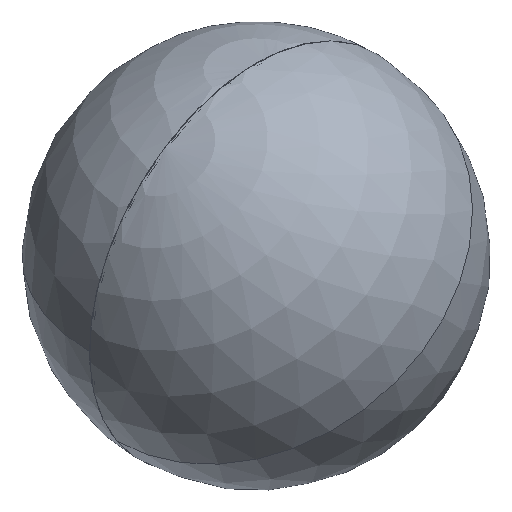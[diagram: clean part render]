
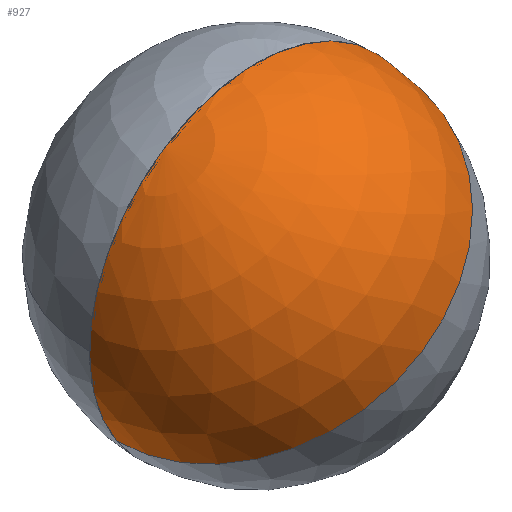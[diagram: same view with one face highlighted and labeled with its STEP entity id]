
A CAD part, isometric view. The second image highlights one B-rep face of the part: STEP entity #927.
In plain terms, the highlighted spherical face has radius 60 mm.
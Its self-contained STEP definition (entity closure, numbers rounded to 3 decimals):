
#9 = CARTESIAN_POINT ( 'NONE',  ( 0., 0., 0. ) ) ;
#12 = SPHERICAL_SURFACE ( 'NONE', #700, 60. ) ;
#16 = CARTESIAN_POINT ( 'NONE',  ( 60., 0., 0. ) ) ;
#48 = DIRECTION ( 'NONE',  ( 1., 0., 0. ) ) ;
#93 = DIRECTION ( 'NONE',  ( 0., 0., 1. ) ) ;
#99 = CARTESIAN_POINT ( 'NONE',  ( 0., 60., 0. ) ) ;
#114 = CARTESIAN_POINT ( 'NONE',  ( -60., 0., 0. ) ) ;
#121 = CARTESIAN_POINT ( 'NONE',  ( 0., 0., 0. ) ) ;
#255 = AXIS2_PLACEMENT_3D ( 'NONE', #121, #790, #273 ) ;
#273 = DIRECTION ( 'NONE',  ( 0., 0., 1. ) ) ;
#287 = VERTEX_POINT ( 'NONE', #99 ) ;
#316 = ORIENTED_EDGE ( 'NONE', *, *, #1097, .F. ) ;
#357 = FACE_OUTER_BOUND ( 'NONE', #417, .T. ) ;
#361 = EDGE_CURVE ( 'NONE', #383, #1061, #841, .T. ) ;
#367 = ORIENTED_EDGE ( 'NONE', *, *, #595, .T. ) ;
#383 = VERTEX_POINT ( 'NONE', #114 ) ;
#417 = EDGE_LOOP ( 'NONE', ( #711, #367, #316 ) ) ;
#437 = AXIS2_PLACEMENT_3D ( 'NONE', #879, #639, #48 ) ;
#438 = CARTESIAN_POINT ( 'NONE',  ( 0., 0., 0. ) ) ;
#595 = EDGE_CURVE ( 'NONE', #1061, #287, #918, .T. ) ;
#639 = DIRECTION ( 'NONE',  ( 0., 0., 1. ) ) ;
#683 = CIRCLE ( 'NONE', #836, 60. ) ;
#700 = AXIS2_PLACEMENT_3D ( 'NONE', #9, #93, #933 ) ;
#701 = DIRECTION ( 'NONE',  ( 0., 0., -1. ) ) ;
#711 = ORIENTED_EDGE ( 'NONE', *, *, #361, .T. ) ;
#779 = DIRECTION ( 'NONE',  ( -1., 0., 0. ) ) ;
#790 = DIRECTION ( 'NONE',  ( 0., 1., 0. ) ) ;
#836 = AXIS2_PLACEMENT_3D ( 'NONE', #438, #701, #779 ) ;
#841 = CIRCLE ( 'NONE', #255, 60. ) ;
#879 = CARTESIAN_POINT ( 'NONE',  ( 0., 0., 0. ) ) ;
#918 = CIRCLE ( 'NONE', #437, 60. ) ;
#927 = ADVANCED_FACE ( 'NONE', ( #357 ), #12, .T. ) ;
#933 = DIRECTION ( 'NONE',  ( -1., 0., 0. ) ) ;
#1061 = VERTEX_POINT ( 'NONE', #16 ) ;
#1097 = EDGE_CURVE ( 'NONE', #383, #287, #683, .T. ) ;
